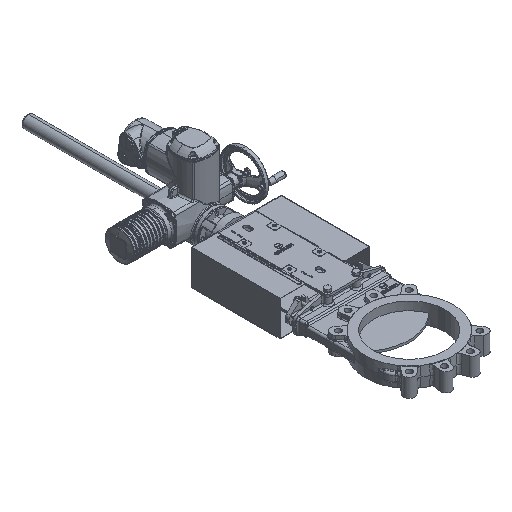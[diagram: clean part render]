
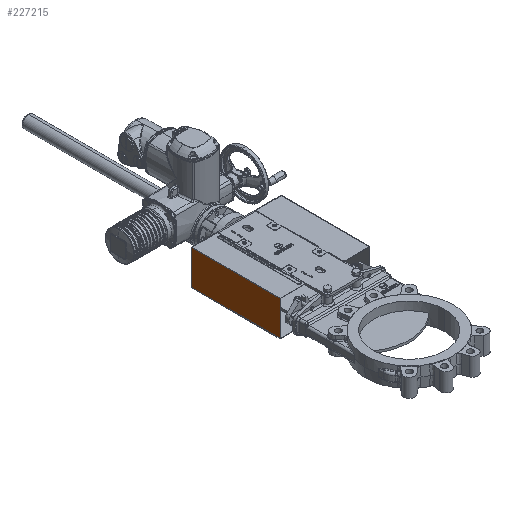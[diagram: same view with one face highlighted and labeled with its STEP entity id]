
A CAD part, isometric view. The second image highlights one B-rep face of the part: STEP entity #227215.
In plain terms, the highlighted planar face has unit normal (-1, 0, 0).
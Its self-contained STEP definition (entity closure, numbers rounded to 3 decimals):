
#52969 = AXIS2_PLACEMENT_3D ( 'NONE', #247809, #247812, #247814 ) ;
#66389 = FACE_OUTER_BOUND ( 'NONE', #176486, .T. ) ;
#93337 = VECTOR ( 'NONE', #105537, 1000. ) ;
#105534 = CARTESIAN_POINT ( 'NONE',  ( -157.5, 759.34, -61.5 ) ) ;
#105537 = DIRECTION ( 'NONE',  ( 0., 1., 0. ) ) ;
#116798 = EDGE_CURVE ( 'NONE', #170101, #171640, #149385, .T. ) ;
#116940 = EDGE_CURVE ( 'NONE', #170101, #170379, #149438, .T. ) ;
#116942 = EDGE_CURVE ( 'NONE', #170379, #171827, #149440, .T. ) ;
#148426 = LINE ( 'NONE', #105534, #93337 ) ;
#149385 = LINE ( 'NONE', #263778, #188144 ) ;
#149438 = LINE ( 'NONE', #264161, #189256 ) ;
#149440 = LINE ( 'NONE', #264156, #190022 ) ;
#165658 = EDGE_CURVE ( 'NONE', #171640, #171827, #148426, .T. ) ;
#170101 = VERTEX_POINT ( 'NONE', #312178 ) ;
#170379 = VERTEX_POINT ( 'NONE', #312555 ) ;
#171640 = VERTEX_POINT ( 'NONE', #313689 ) ;
#171827 = VERTEX_POINT ( 'NONE', #313798 ) ;
#176486 = EDGE_LOOP ( 'NONE', ( #308239, #309789, #308910, #309026 ) ) ;
#188144 = VECTOR ( 'NONE', #263777, 1000. ) ;
#189256 = VECTOR ( 'NONE', #264160, 1000. ) ;
#190022 = VECTOR ( 'NONE', #264154, 1000. ) ;
#227215 = ADVANCED_FACE ( 'NONE', ( #66389 ), #247807, .T. ) ;
#247807 = PLANE ( 'NONE',  #52969 ) ;
#247809 = CARTESIAN_POINT ( 'NONE',  ( -157.5, 759.34, 61.5 ) ) ;
#247812 = DIRECTION ( 'NONE',  ( -1., 0., 0. ) ) ;
#247814 = DIRECTION ( 'NONE',  ( 0., -1., 0. ) ) ;
#263777 = DIRECTION ( 'NONE',  ( 0., 0., -1. ) ) ;
#263778 = CARTESIAN_POINT ( 'NONE',  ( -157.5, 295., 61.5 ) ) ;
#264154 = DIRECTION ( 'NONE',  ( 0., 0., -1. ) ) ;
#264156 = CARTESIAN_POINT ( 'NONE',  ( -157.5, 606., 61.5 ) ) ;
#264160 = DIRECTION ( 'NONE',  ( 0., 1., 0. ) ) ;
#264161 = CARTESIAN_POINT ( 'NONE',  ( -157.5, 759.34, 61.5 ) ) ;
#308239 = ORIENTED_EDGE ( 'NONE', *, *, #116940, .T. ) ;
#308910 = ORIENTED_EDGE ( 'NONE', *, *, #165658, .F. ) ;
#309026 = ORIENTED_EDGE ( 'NONE', *, *, #116798, .F. ) ;
#309789 = ORIENTED_EDGE ( 'NONE', *, *, #116942, .T. ) ;
#312178 = CARTESIAN_POINT ( 'NONE',  ( -157.5, 295., 61.5 ) ) ;
#312555 = CARTESIAN_POINT ( 'NONE',  ( -157.5, 606., 61.5 ) ) ;
#313689 = CARTESIAN_POINT ( 'NONE',  ( -157.5, 295., -61.5 ) ) ;
#313798 = CARTESIAN_POINT ( 'NONE',  ( -157.5, 606., -61.5 ) ) ;
